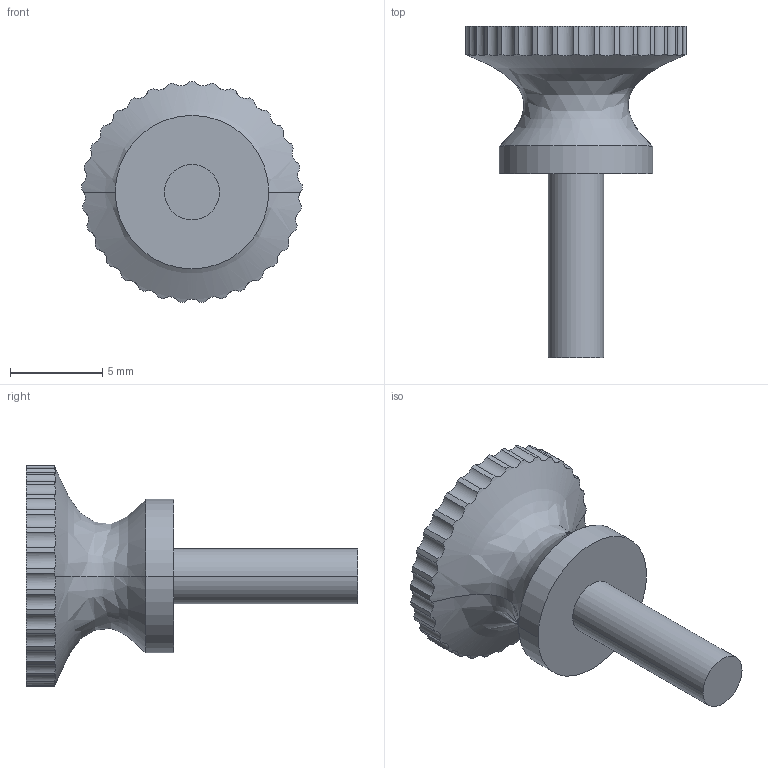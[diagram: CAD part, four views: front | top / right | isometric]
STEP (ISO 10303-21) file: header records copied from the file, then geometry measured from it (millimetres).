
FILE_DESCRIPTION (( 'STEP AP203' ), '1' );
FILE_NAME ('M3_Thumb_Screw_10mm.STEP', '2022-08-08T13:59:55', ( '' ), ( '' ), 'SwSTEP 2.0', 'SolidWorks 2020', '' );
FILE_SCHEMA (( 'CONFIG_CONTROL_DESIGN' ));
Length unit declared in the file: millimetre
Products named in the file (1): M3_Thumb_Screw_10mm
Bounding box: 12 x 18 x 11.98 mm (x, y, z)
Volume: 529.1 mm3; surface area: 528.6 mm2
Topology: 1 solids, 1 shells, 83 faces, 238 edges, 158 vertices
Faces by surface type: cylinder 78, plane 3, bspline 2
Entity records: 3071 total; most frequent: CARTESIAN_POINT 801, ORIENTED_EDGE 476, DIRECTION 472, EDGE_CURVE 238, AXIS2_PLACEMENT_3D 197, VERTEX_POINT 158, CIRCLE 115, EDGE_LOOP 84
